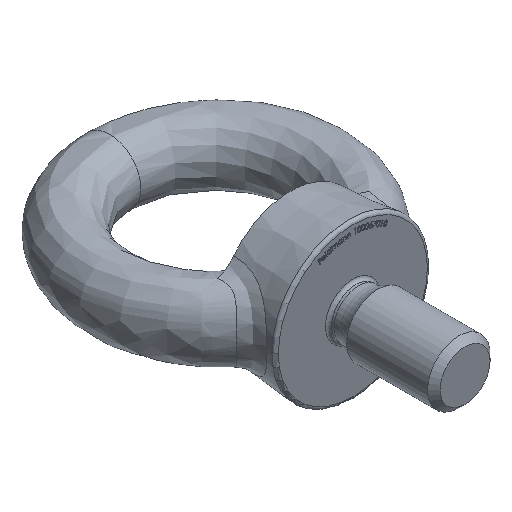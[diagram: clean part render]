
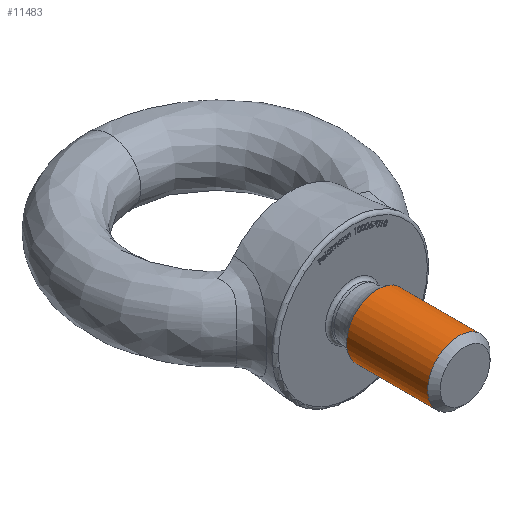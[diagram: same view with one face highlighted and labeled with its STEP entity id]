
A CAD part, isometric view. The second image highlights one B-rep face of the part: STEP entity #11483.
In plain terms, the highlighted cylindrical face has radius 5 mm (diameter 10 mm), a full revolution.
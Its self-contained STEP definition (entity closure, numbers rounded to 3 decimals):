
#387 = EDGE_CURVE ( 'NONE', #12098, #12098, #12551, .T. ) ;
#714 = DIRECTION ( 'NONE',  ( -1., 0., 0. ) ) ;
#1270 = CYLINDRICAL_SURFACE ( 'NONE', #3385, 5. ) ;
#1920 = CIRCLE ( 'NONE', #13540, 5. ) ;
#1938 = VERTEX_POINT ( 'NONE', #2385 ) ;
#2385 = CARTESIAN_POINT ( 'NONE',  ( 5., -4., 0. ) ) ;
#3295 = CARTESIAN_POINT ( 'NONE',  ( 0., -4., 0. ) ) ;
#3385 = AXIS2_PLACEMENT_3D ( 'NONE', #3969, #7403, #714 ) ;
#3505 = AXIS2_PLACEMENT_3D ( 'NONE', #9309, #4771, #4964 ) ;
#3969 = CARTESIAN_POINT ( 'NONE',  ( 0., -18., 0. ) ) ;
#4573 = FACE_OUTER_BOUND ( 'NONE', #13767, .T. ) ;
#4588 = CARTESIAN_POINT ( 'NONE',  ( 5., -17., 0. ) ) ;
#4771 = DIRECTION ( 'NONE',  ( 0., 1., 0. ) ) ;
#4964 = DIRECTION ( 'NONE',  ( 1., 0., 0. ) ) ;
#5595 = ORIENTED_EDGE ( 'NONE', *, *, #9890, .T. ) ;
#7403 = DIRECTION ( 'NONE',  ( 0., 1., 0. ) ) ;
#8233 = EDGE_LOOP ( 'NONE', ( #12830 ) ) ;
#9309 = CARTESIAN_POINT ( 'NONE',  ( 0., -17., 0. ) ) ;
#9890 = EDGE_CURVE ( 'NONE', #1938, #1938, #1920, .T. ) ;
#10078 = DIRECTION ( 'NONE',  ( 0., -1., 0. ) ) ;
#11483 = ADVANCED_FACE ( 'NONE', ( #14242, #4573 ), #1270, .T. ) ;
#12098 = VERTEX_POINT ( 'NONE', #4588 ) ;
#12551 = CIRCLE ( 'NONE', #3505, 5. ) ;
#12830 = ORIENTED_EDGE ( 'NONE', *, *, #387, .T. ) ;
#13459 = DIRECTION ( 'NONE',  ( 1., 0., 0. ) ) ;
#13540 = AXIS2_PLACEMENT_3D ( 'NONE', #3295, #10078, #13459 ) ;
#13767 = EDGE_LOOP ( 'NONE', ( #5595 ) ) ;
#14242 = FACE_OUTER_BOUND ( 'NONE', #8233, .T. ) ;
